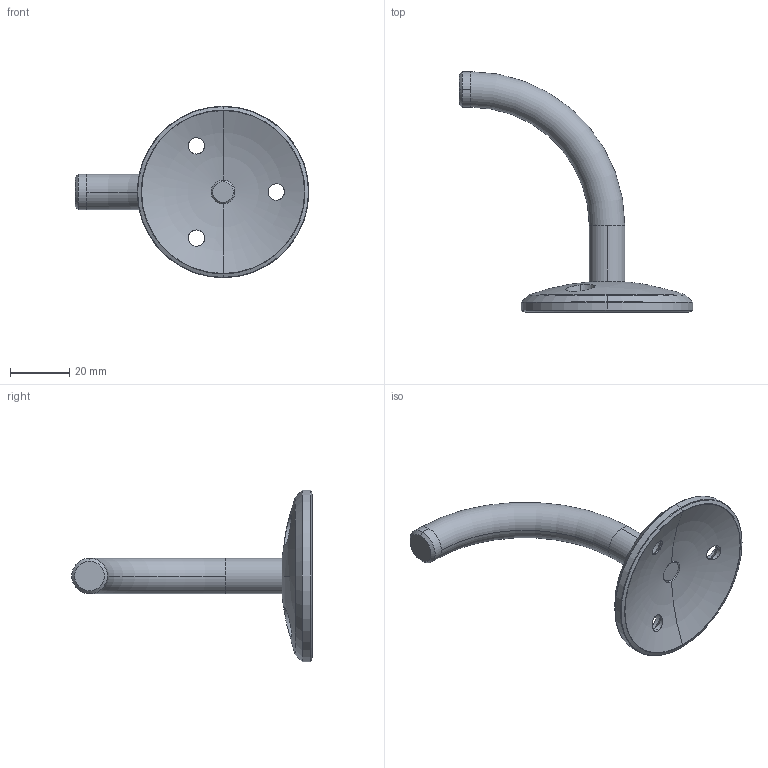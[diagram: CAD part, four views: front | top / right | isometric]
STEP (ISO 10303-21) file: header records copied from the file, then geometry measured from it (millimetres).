
FILE_DESCRIPTION (( 'STEP AP203' ), '1' );
FILE_NAME ('A_0113-000.STEP', '2018-12-07T11:05:42', ( '' ), ( '' ), 'SwSTEP 2.0', 'SolidWorks 2018', '' );
FILE_SCHEMA (( 'CONFIG_CONTROL_DESIGN' ));
Length unit declared in the file: millimetre
Products named in the file (3): A_0113-000.P1; A_0113-000.P2; A_0113-000
Assembly tree (2 placements, depth 2):
  A_0113-000
    A_0113-000.P1
    A_0113-000.P2
Bounding box: 79 x 81.23 x 58 mm (x, y, z)
Volume: 23186.8 mm3; surface area: 10191.7 mm2
Topology: 2 solids, 2 shells, 58 faces, 131 edges, 76 vertices
Faces by surface type: cylinder 24, cone 16, torus 12, plane 4, sphere 2
Entity records: 2305 total; most frequent: CARTESIAN_POINT 662, DIRECTION 320, ORIENTED_EDGE 262, AXIS2_PLACEMENT_3D 140, EDGE_CURVE 131, CIRCLE 77, VERTEX_POINT 76, EDGE_LOOP 65
